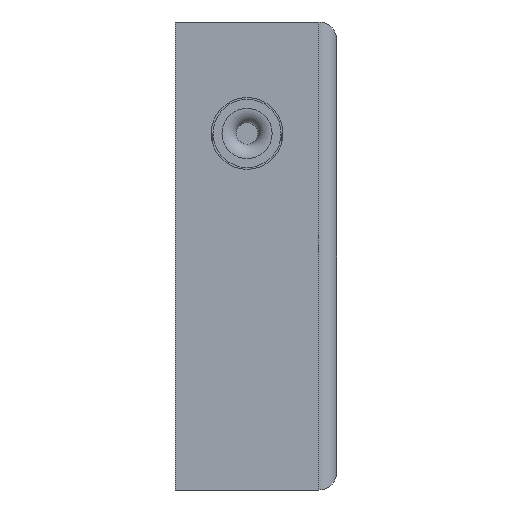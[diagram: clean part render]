
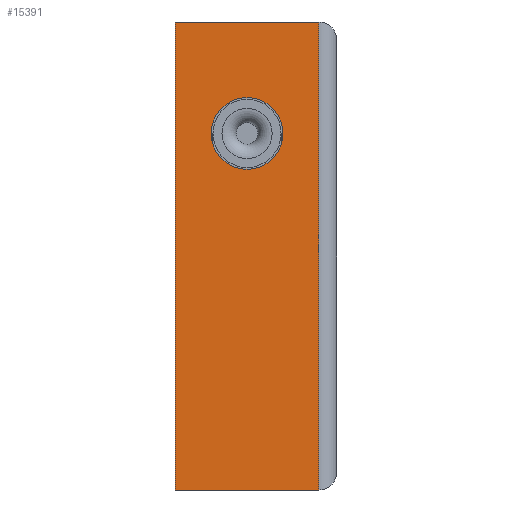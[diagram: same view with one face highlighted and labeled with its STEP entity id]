
A CAD part, left-side view. The second image highlights one B-rep face of the part: STEP entity #15391.
In plain terms, the highlighted planar face has unit normal (-1, 0, 0).
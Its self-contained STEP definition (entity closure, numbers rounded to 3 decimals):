
#1012=FACE_BOUND('',#4339,.T.);
#1319=PLANE('',#17411);
#1857=LINE('',#30172,#2459);
#1874=LINE('',#30206,#2476);
#1920=LINE('',#30390,#2522);
#1922=LINE('',#30393,#2524);
#2459=VECTOR('',#21825,10.);
#2476=VECTOR('',#21846,10.);
#2522=VECTOR('',#21996,10.);
#2524=VECTOR('',#22000,10.);
#3461=FACE_OUTER_BOUND('',#4338,.T.);
#4338=EDGE_LOOP('',(#14653,#14654,#14655,#14656));
#4339=EDGE_LOOP('',(#14657));
#5585=CIRCLE('',#17380,10.);
#7159=VERTEX_POINT('',#30170);
#7160=VERTEX_POINT('',#30171);
#7175=VERTEX_POINT('',#30205);
#7198=VERTEX_POINT('',#30274);
#7215=VERTEX_POINT('',#30389);
#9607=EDGE_CURVE('',#7159,#7160,#1857,.T.);
#9624=EDGE_CURVE('',#7159,#7175,#1874,.T.);
#9659=EDGE_CURVE('',#7198,#7198,#5585,.T.);
#9695=EDGE_CURVE('',#7175,#7215,#1920,.T.);
#9697=EDGE_CURVE('',#7215,#7160,#1922,.T.);
#14653=ORIENTED_EDGE('',*,*,#9607,.T.);
#14654=ORIENTED_EDGE('',*,*,#9697,.F.);
#14655=ORIENTED_EDGE('',*,*,#9695,.F.);
#14656=ORIENTED_EDGE('',*,*,#9624,.F.);
#14657=ORIENTED_EDGE('',*,*,#9659,.T.);
#15391=ADVANCED_FACE('',(#3461,#1012),#1319,.T.);
#17380=AXIS2_PLACEMENT_3D('',#30275,#21913,#21914);
#17411=AXIS2_PLACEMENT_3D('',#30392,#21998,#21999);
#21825=DIRECTION('',(0.,0.,-1.));
#21846=DIRECTION('',(0.,-1.,0.));
#21913=DIRECTION('center_axis',(1.,0.,0.));
#21914=DIRECTION('ref_axis',(0.,0.,1.));
#21996=DIRECTION('',(0.,0.,-1.));
#21998=DIRECTION('center_axis',(-1.,0.,0.));
#21999=DIRECTION('ref_axis',(0.,0.,1.));
#22000=DIRECTION('',(0.,1.,0.));
#30170=CARTESIAN_POINT('',(-43.786,0.,101.084));
#30171=CARTESIAN_POINT('',(-43.786,0.,-29.416));
#30172=CARTESIAN_POINT('',(-43.786,0.,2.792));
#30205=CARTESIAN_POINT('',(-43.786,-40.,101.084));
#30206=CARTESIAN_POINT('',(-43.786,0.,101.084));
#30274=CARTESIAN_POINT('',(-43.786,-20.,60.));
#30275=CARTESIAN_POINT('Origin',(-43.786,-20.,70.));
#30389=CARTESIAN_POINT('',(-43.786,-40.,-29.416));
#30390=CARTESIAN_POINT('',(-43.786,-40.,-29.416));
#30392=CARTESIAN_POINT('Origin',(-43.786,0.,-29.416));
#30393=CARTESIAN_POINT('',(-43.786,0.,-29.416));
